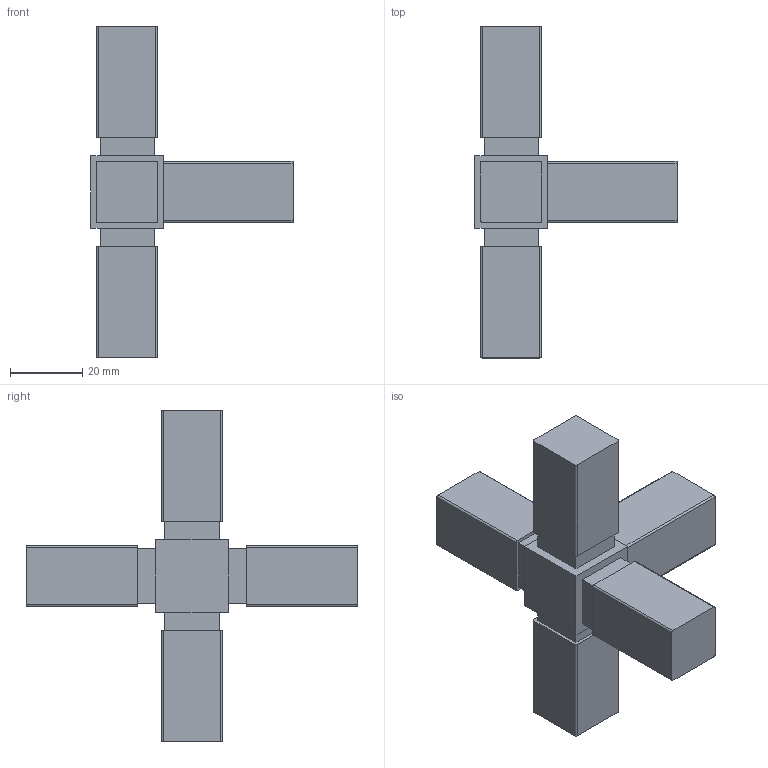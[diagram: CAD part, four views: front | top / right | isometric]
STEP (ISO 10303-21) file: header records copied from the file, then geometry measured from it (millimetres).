
FILE_DESCRIPTION( ( 'STEP AP214' ), '1' );
FILE_NAME( 'K0621.1201512.stp', '2020-12-09T09:09:51', ( '' ), ( '' ), ' ', 'PARTsolutions', ' ' );
FILE_SCHEMA( ( 'AUTOMOTIVE_DESIGN { 1 0 10303 214 1 1 1 1 }' ) );
Length unit declared in the file: millimetre
Products named in the file (1): _K0621.1201512
Bounding box: 56 x 92 x 92 mm (x, y, z)
Volume: 58705.7 mm3; surface area: 14852.9 mm2
Topology: 1 solids, 1 shells, 71 faces, 180 edges, 120 vertices
Faces by surface type: plane 51, cylinder 20
Entity records: 2718 total; most frequent: CARTESIAN_POINT 372, DIRECTION 364, ORIENTED_EDGE 360, EDGE_CURVE 180, LINE 140, VECTOR 140, VERTEX_POINT 120, AXIS2_PLACEMENT_3D 112
